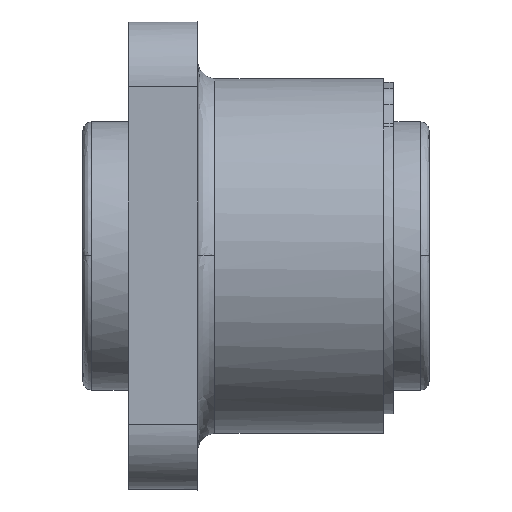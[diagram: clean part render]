
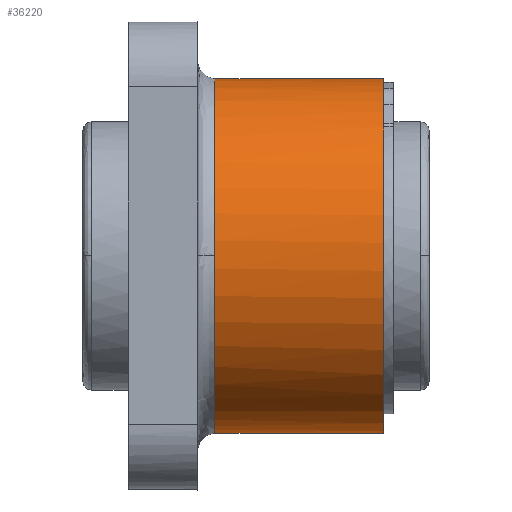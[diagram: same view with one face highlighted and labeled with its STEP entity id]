
A CAD part, top view. The second image highlights one B-rep face of the part: STEP entity #36220.
In plain terms, the highlighted free-form (B-spline) face has degree [3, 1] with [4, 2] control points.
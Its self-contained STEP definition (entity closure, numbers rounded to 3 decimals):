
#35790 = CARTESIAN_POINT ('', (30.5, -41., 0.));
#35800 = VERTEX_POINT ('', #35790);
#35810 = CARTESIAN_POINT ('', (69.5, -41., 0.));
#35820 = VERTEX_POINT ('', #35810);
#35830 = CARTESIAN_POINT ('', (30.5, -41., 0.));
#35840 = CARTESIAN_POINT ('', (69.5, -41., 0.));
#35850 = B_SPLINE_CURVE_WITH_KNOTS ('', 1, (#35830, #35840), .UNSPECIFIED., .F., .U., (2, 2), (0., 1.), .UNSPECIFIED.);
#35860 = EDGE_CURVE ('', #35800, #35820, #35850, .T.);
#35870 = ORIENTED_EDGE ('', *, *, #35860, .T.);
#35880 = CARTESIAN_POINT ('', (69.5, 41., 0.));
#35890 = VERTEX_POINT ('', #35880);
#35900 = CARTESIAN_POINT ('', (69.5, -41., 0.));
#35910 = CARTESIAN_POINT ('', (69.5, -41., 82.));
#35920 = CARTESIAN_POINT ('', (69.5, 41., 82.));
#35930 = CARTESIAN_POINT ('', (69.5, 41., 0.));
#35940 = (
   BOUNDED_CURVE ()
   B_SPLINE_CURVE (3, (#35900, #35910, #35920, #35930), .UNSPECIFIED., .F., .U.)
   B_SPLINE_CURVE_WITH_KNOTS ((4, 4), (0., 1.), .UNSPECIFIED.)
   CURVE ()
   GEOMETRIC_REPRESENTATION_ITEM ()
   RATIONAL_B_SPLINE_CURVE ((1., 0.333, 0.333, 1.))
   REPRESENTATION_ITEM ('')
);
#35950 = EDGE_CURVE ('', #35820, #35890, #35940, .T.);
#35960 = ORIENTED_EDGE ('', *, *, #35950, .T.);
#35970 = CARTESIAN_POINT ('', (30.5, 41., 0.));
#35980 = VERTEX_POINT ('', #35970);
#35990 = CARTESIAN_POINT ('', (69.5, 41., 0.));
#36000 = CARTESIAN_POINT ('', (30.5, 41., 0.));
#36010 = B_SPLINE_CURVE_WITH_KNOTS ('', 1, (#35990, #36000), .UNSPECIFIED., .F., .U., (2, 2), (0., 1.), .UNSPECIFIED.);
#36020 = EDGE_CURVE ('', #35890, #35980, #36010, .T.);
#36030 = ORIENTED_EDGE ('', *, *, #36020, .T.);
#36040 = CARTESIAN_POINT ('', (30.5, 41., 0.));
#36050 = CARTESIAN_POINT ('', (30.5, 41., 82.));
#36060 = CARTESIAN_POINT ('', (30.5, -41., 82.));
#36070 = CARTESIAN_POINT ('', (30.5, -41., 0.));
#36080 = (
   BOUNDED_CURVE ()
   B_SPLINE_CURVE (3, (#36040, #36050, #36060, #36070), .UNSPECIFIED., .F., .U.)
   B_SPLINE_CURVE_WITH_KNOTS ((4, 4), (0., 1.), .UNSPECIFIED.)
   CURVE ()
   GEOMETRIC_REPRESENTATION_ITEM ()
   RATIONAL_B_SPLINE_CURVE ((1., 0.333, 0.333, 1.))
   REPRESENTATION_ITEM ('')
);
#36090 = EDGE_CURVE ('', #35980, #35800, #36080, .T.);
#36100 = ORIENTED_EDGE ('', *, *, #36090, .T.);
#36110 = EDGE_LOOP ('', (#35870, #35960, #36030, #36100));
#36120 = FACE_OUTER_BOUND ('', #36110, .T.);
#36130 = CARTESIAN_POINT ('', (26.6, 41., 0.));
#36140 = CARTESIAN_POINT ('', (73.4, 41., 0.));
#36150 = CARTESIAN_POINT ('', (26.6, 41., 82.));
#36160 = CARTESIAN_POINT ('', (73.4, 41., 82.));
#36170 = CARTESIAN_POINT ('', (26.6, -41., 82.));
#36180 = CARTESIAN_POINT ('', (73.4, -41., 82.));
#36190 = CARTESIAN_POINT ('', (26.6, -41., 0.));
#36200 = CARTESIAN_POINT ('', (73.4, -41., 0.));
#36210 = (
   BOUNDED_SURFACE ()
   B_SPLINE_SURFACE (3, 1, ((#36130, #36140), (#36150, #36160), (#36170, #36180), (#36190, #36200)), .UNSPECIFIED., .F., .F., .U.)
   B_SPLINE_SURFACE_WITH_KNOTS ((4, 4), (2, 2), (0., 1.), (0., 1.), .UNSPECIFIED.)
   SURFACE ()
   GEOMETRIC_REPRESENTATION_ITEM ()
   RATIONAL_B_SPLINE_SURFACE (((1., 1.), (0.333, 0.333), (0.333, 0.333), (1., 1.)))
   REPRESENTATION_ITEM ('')
);
#36220 = ADVANCED_FACE ('', (#36120), #36210, .T.);
